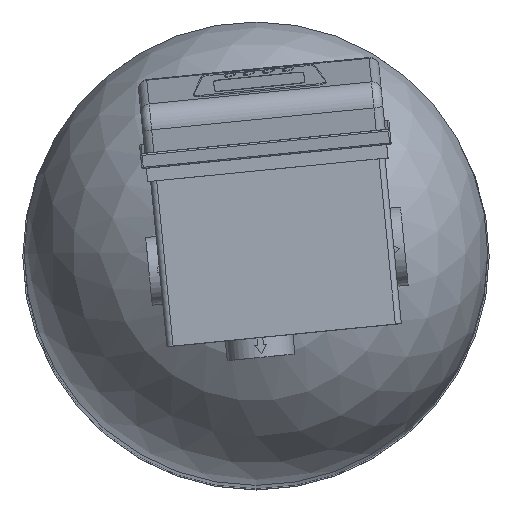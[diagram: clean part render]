
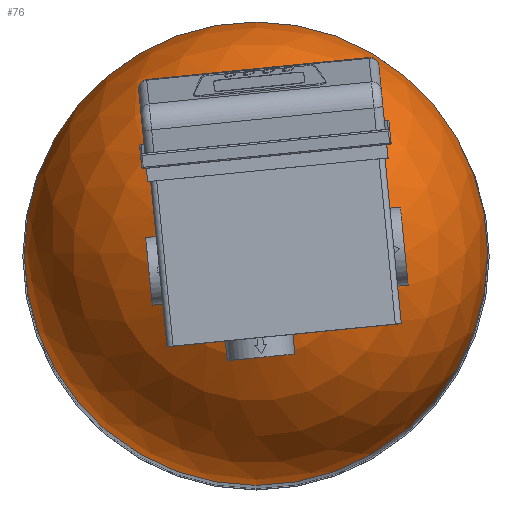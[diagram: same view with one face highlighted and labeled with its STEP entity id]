
A CAD part, top view. The second image highlights one B-rep face of the part: STEP entity #76.
In plain terms, the highlighted spherical face has radius 153.5 mm.
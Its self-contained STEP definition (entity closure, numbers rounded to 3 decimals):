
#76=ADVANCED_FACE('',(#5368,#5370),#5372,.T.);
#5368=FACE_OUTER_BOUND('',#5369,.T.);
#5369=EDGE_LOOP('',(#9614));
#5370=FACE_OUTER_BOUND('',#5371,.T.);
#5371=EDGE_LOOP('',(#9615));
#5372=SPHERICAL_SURFACE('',#5373,153.5);
#5373=AXIS2_PLACEMENT_3D('',#5374,#5375,#5376);
#5374=CARTESIAN_POINT('',(0.,0.,918.798));
#5375=DIRECTION('',(0.,-0.,-1.));
#5376=DIRECTION('',(-1.,0.,0.));
#9614=ORIENTED_EDGE('',*,*,#12811,.T.);
#9615=ORIENTED_EDGE('',*,*,#12813,.F.);
#12811=EDGE_CURVE('',#14412,#14412,#14413,.T.);
#12813=EDGE_CURVE('',#14416,#14416,#14417,.T.);
#14412=VERTEX_POINT('',#17081);
#14413=CIRCLE('',#17082,38.);
#14416=VERTEX_POINT('',#17091);
#14417=CIRCLE('',#17092,153.5);
#17081=CARTESIAN_POINT('',(-38.,0.,1067.52));
#17082=AXIS2_PLACEMENT_3D('',#17083,#17084,#17085);
#17083=CARTESIAN_POINT('',(0.,0.,1067.52));
#17084=DIRECTION('',(0.,0.,-1.));
#17085=DIRECTION('',(-1.,0.,0.));
#17091=CARTESIAN_POINT('',(-153.5,0.,918.798));
#17092=AXIS2_PLACEMENT_3D('',#17093,#17094,#17095);
#17093=CARTESIAN_POINT('',(0.,0.,918.798));
#17094=DIRECTION('',(0.,0.,-1.));
#17095=DIRECTION('',(-1.,0.,0.));
